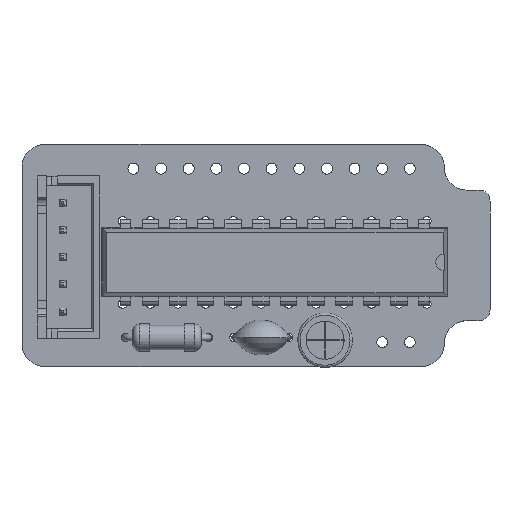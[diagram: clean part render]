
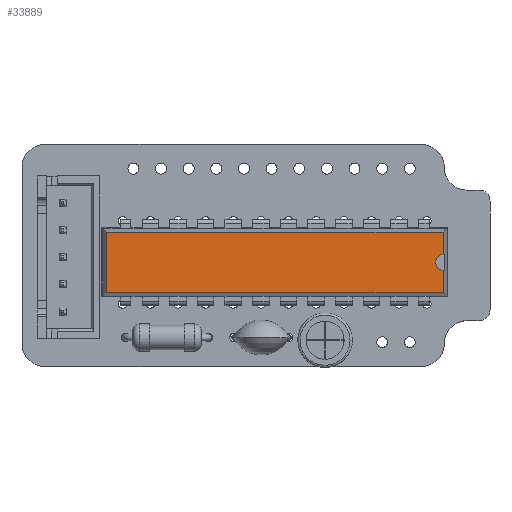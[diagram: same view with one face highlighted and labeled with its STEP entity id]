
A CAD part, top view. The second image highlights one B-rep face of the part: STEP entity #33889.
In plain terms, the highlighted planar face has unit normal (0, 0, 1).
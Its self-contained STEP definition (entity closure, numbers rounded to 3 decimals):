
#11361 = B_SPLINE_SURFACE_WITH_KNOTS('',1,1,(
    (#11362,#11363)
    ,(#11364,#11365
    )),.UNSPECIFIED.,.F.,.F.,.F.,(2,2),(2,2),(0.,31.6),(0.,1.),
  .PIECEWISE_BEZIER_KNOTS.);
#11362 = CARTESIAN_POINT('',(6.91,-29.77,2.157));
#11363 = CARTESIAN_POINT('',(6.586,-29.446,3.68));
#11364 = CARTESIAN_POINT('',(6.91,1.83,2.157));
#11365 = CARTESIAN_POINT('',(6.586,1.506,3.68));
#16427 = B_SPLINE_SURFACE_WITH_KNOTS('',1,1,(
    (#16428,#16429)
    ,(#16430,#16431
    )),.UNSPECIFIED.,.F.,.F.,.F.,(2,2),(2,2),(0.,6.2),(0.,1.),
  .PIECEWISE_BEZIER_KNOTS.);
#16428 = CARTESIAN_POINT('',(6.91,1.83,2.157));
#16429 = CARTESIAN_POINT('',(6.586,1.506,3.68));
#16430 = CARTESIAN_POINT('',(0.71,1.83,2.157));
#16431 = CARTESIAN_POINT('',(1.034,1.506,3.68));
#16485 = B_SPLINE_SURFACE_WITH_KNOTS('',1,1,(
    (#16486,#16487)
    ,(#16488,#16489
    )),.UNSPECIFIED.,.F.,.F.,.F.,(2,2),(2,2),(0.,31.6),(0.,1.),
  .PIECEWISE_BEZIER_KNOTS.);
#16486 = CARTESIAN_POINT('',(0.71,1.83,2.157));
#16487 = CARTESIAN_POINT('',(1.034,1.506,3.68));
#16488 = CARTESIAN_POINT('',(0.71,-29.77,2.157));
#16489 = CARTESIAN_POINT('',(1.034,-29.446,3.68));
#21538 = B_SPLINE_SURFACE_WITH_KNOTS('',1,1,(
    (#21539,#21540)
    ,(#21541,#21542
    )),.UNSPECIFIED.,.F.,.F.,.F.,(2,2),(2,2),(0.,6.2),(0.,1.),
  .PIECEWISE_BEZIER_KNOTS.);
#21539 = CARTESIAN_POINT('',(0.71,-29.77,2.157));
#21540 = CARTESIAN_POINT('',(1.034,-29.446,3.68));
#21541 = CARTESIAN_POINT('',(6.91,-29.77,2.157));
#21542 = CARTESIAN_POINT('',(6.586,-29.446,3.68));
#21820 = VERTEX_POINT('',#21821);
#21821 = CARTESIAN_POINT('',(6.586,1.506,3.68));
#21841 = EDGE_CURVE('',#21842,#21820,#21844,.T.);
#21842 = VERTEX_POINT('',#21843);
#21843 = CARTESIAN_POINT('',(6.586,-29.446,3.68));
#21844 = SURFACE_CURVE('',#21845,(#21849,#21855),.PCURVE_S1.);
#21845 = LINE('',#21846,#21847);
#21846 = CARTESIAN_POINT('',(6.586,-29.446,3.68));
#21847 = VECTOR('',#21848,1.);
#21848 = DIRECTION('',(0.,1.,0.));
#21849 = PCURVE('',#11361,#21850);
#21850 = DEFINITIONAL_REPRESENTATION('',(#21851),#21854);
#21851 = B_SPLINE_CURVE_WITH_KNOTS('',1,(#21852,#21853),.UNSPECIFIED.,
  .F.,.F.,(2,2),(0.,30.953),.PIECEWISE_BEZIER_KNOTS.);
#21852 = CARTESIAN_POINT('',(0.,1.));
#21853 = CARTESIAN_POINT('',(31.6,1.));
#21854 = ( GEOMETRIC_REPRESENTATION_CONTEXT(2) 
PARAMETRIC_REPRESENTATION_CONTEXT() REPRESENTATION_CONTEXT('2D SPACE',''
  ) );
#21855 = PCURVE('',#21856,#21861);
#21856 = PLANE('',#21857);
#21857 = AXIS2_PLACEMENT_3D('',#21858,#21859,#21860);
#21858 = CARTESIAN_POINT('',(6.586,-29.446,3.68));
#21859 = DIRECTION('',(-0.,0.,-1.));
#21860 = DIRECTION('',(-0.177,0.984,0.));
#21861 = DEFINITIONAL_REPRESENTATION('',(#21862),#21866);
#21862 = LINE('',#21863,#21864);
#21863 = CARTESIAN_POINT('',(0.,0.));
#21864 = VECTOR('',#21865,1.);
#21865 = DIRECTION('',(0.984,0.177));
#21866 = ( GEOMETRIC_REPRESENTATION_CONTEXT(2) 
PARAMETRIC_REPRESENTATION_CONTEXT() REPRESENTATION_CONTEXT('2D SPACE',''
  ) );
#27336 = VERTEX_POINT('',#27337);
#27337 = CARTESIAN_POINT('',(1.034,1.506,3.68));
#27357 = EDGE_CURVE('',#27358,#27336,#27360,.T.);
#27358 = VERTEX_POINT('',#27359);
#27359 = CARTESIAN_POINT('',(3.064,1.506,3.68));
#27360 = SURFACE_CURVE('',#27361,(#27365,#27371),.PCURVE_S1.);
#27361 = LINE('',#27362,#27363);
#27362 = CARTESIAN_POINT('',(6.586,1.506,3.68));
#27363 = VECTOR('',#27364,1.);
#27364 = DIRECTION('',(-1.,0.,0.));
#27365 = PCURVE('',#16427,#27366);
#27366 = DEFINITIONAL_REPRESENTATION('',(#27367),#27370);
#27367 = B_SPLINE_CURVE_WITH_KNOTS('',1,(#27368,#27369),.UNSPECIFIED.,
  .F.,.F.,(2,2),(3.523,5.553),
  .PIECEWISE_BEZIER_KNOTS.);
#27368 = CARTESIAN_POINT('',(3.933,1.));
#27369 = CARTESIAN_POINT('',(6.2,1.));
#27370 = ( GEOMETRIC_REPRESENTATION_CONTEXT(2) 
PARAMETRIC_REPRESENTATION_CONTEXT() REPRESENTATION_CONTEXT('2D SPACE',''
  ) );
#27371 = PCURVE('',#21856,#27372);
#27372 = DEFINITIONAL_REPRESENTATION('',(#27373),#27377);
#27373 = LINE('',#27374,#27375);
#27374 = CARTESIAN_POINT('',(30.466,5.465));
#27375 = VECTOR('',#27376,1.);
#27376 = DIRECTION('',(0.177,-0.984));
#27377 = ( GEOMETRIC_REPRESENTATION_CONTEXT(2) 
PARAMETRIC_REPRESENTATION_CONTEXT() REPRESENTATION_CONTEXT('2D SPACE',''
  ) );
#27559 = CYLINDRICAL_SURFACE('',#27560,0.75);
#27560 = AXIS2_PLACEMENT_3D('',#27561,#27562,#27563);
#27561 = CARTESIAN_POINT('',(3.81,1.581,3.68));
#27562 = DIRECTION('',(-0.,0.,-1.));
#27563 = DIRECTION('',(0.,-1.,-0.));
#27861 = VERTEX_POINT('',#27862);
#27862 = CARTESIAN_POINT('',(4.556,1.506,3.68));
#28113 = EDGE_CURVE('',#21820,#27861,#28114,.T.);
#28114 = SURFACE_CURVE('',#28115,(#28119,#28125),.PCURVE_S1.);
#28115 = LINE('',#28116,#28117);
#28116 = CARTESIAN_POINT('',(6.586,1.506,3.68));
#28117 = VECTOR('',#28118,1.);
#28118 = DIRECTION('',(-1.,0.,0.));
#28119 = PCURVE('',#16427,#28120);
#28120 = DEFINITIONAL_REPRESENTATION('',(#28121),#28124);
#28121 = B_SPLINE_CURVE_WITH_KNOTS('',1,(#28122,#28123),.UNSPECIFIED.,
  .F.,.F.,(2,2),(0.,2.03),.PIECEWISE_BEZIER_KNOTS.);
#28122 = CARTESIAN_POINT('',(0.,1.));
#28123 = CARTESIAN_POINT('',(2.267,1.));
#28124 = ( GEOMETRIC_REPRESENTATION_CONTEXT(2) 
PARAMETRIC_REPRESENTATION_CONTEXT() REPRESENTATION_CONTEXT('2D SPACE',''
  ) );
#28125 = PCURVE('',#21856,#28126);
#28126 = DEFINITIONAL_REPRESENTATION('',(#28127),#28131);
#28127 = LINE('',#28128,#28129);
#28128 = CARTESIAN_POINT('',(30.466,5.465));
#28129 = VECTOR('',#28130,1.);
#28130 = DIRECTION('',(0.177,-0.984));
#28131 = ( GEOMETRIC_REPRESENTATION_CONTEXT(2) 
PARAMETRIC_REPRESENTATION_CONTEXT() REPRESENTATION_CONTEXT('2D SPACE',''
  ) );
#28402 = VERTEX_POINT('',#28403);
#28403 = CARTESIAN_POINT('',(1.034,-29.446,3.68));
#28423 = EDGE_CURVE('',#27336,#28402,#28424,.T.);
#28424 = SURFACE_CURVE('',#28425,(#28429,#28435),.PCURVE_S1.);
#28425 = LINE('',#28426,#28427);
#28426 = CARTESIAN_POINT('',(1.034,1.506,3.68));
#28427 = VECTOR('',#28428,1.);
#28428 = DIRECTION('',(0.,-1.,0.));
#28429 = PCURVE('',#16485,#28430);
#28430 = DEFINITIONAL_REPRESENTATION('',(#28431),#28434);
#28431 = B_SPLINE_CURVE_WITH_KNOTS('',1,(#28432,#28433),.UNSPECIFIED.,
  .F.,.F.,(2,2),(0.,30.953),.PIECEWISE_BEZIER_KNOTS.);
#28432 = CARTESIAN_POINT('',(0.,1.));
#28433 = CARTESIAN_POINT('',(31.6,1.));
#28434 = ( GEOMETRIC_REPRESENTATION_CONTEXT(2) 
PARAMETRIC_REPRESENTATION_CONTEXT() REPRESENTATION_CONTEXT('2D SPACE',''
  ) );
#28435 = PCURVE('',#21856,#28436);
#28436 = DEFINITIONAL_REPRESENTATION('',(#28437),#28441);
#28437 = LINE('',#28438,#28439);
#28438 = CARTESIAN_POINT('',(31.447,0.));
#28439 = VECTOR('',#28440,1.);
#28440 = DIRECTION('',(-0.984,-0.177));
#28441 = ( GEOMETRIC_REPRESENTATION_CONTEXT(2) 
PARAMETRIC_REPRESENTATION_CONTEXT() REPRESENTATION_CONTEXT('2D SPACE',''
  ) );
#33869 = EDGE_CURVE('',#28402,#21842,#33870,.T.);
#33870 = SURFACE_CURVE('',#33871,(#33875,#33881),.PCURVE_S1.);
#33871 = LINE('',#33872,#33873);
#33872 = CARTESIAN_POINT('',(1.034,-29.446,3.68));
#33873 = VECTOR('',#33874,1.);
#33874 = DIRECTION('',(1.,0.,0.));
#33875 = PCURVE('',#21538,#33876);
#33876 = DEFINITIONAL_REPRESENTATION('',(#33877),#33880);
#33877 = B_SPLINE_CURVE_WITH_KNOTS('',1,(#33878,#33879),.UNSPECIFIED.,
  .F.,.F.,(2,2),(0.,5.553),.PIECEWISE_BEZIER_KNOTS.);
#33878 = CARTESIAN_POINT('',(0.,1.));
#33879 = CARTESIAN_POINT('',(6.2,1.));
#33880 = ( GEOMETRIC_REPRESENTATION_CONTEXT(2) 
PARAMETRIC_REPRESENTATION_CONTEXT() REPRESENTATION_CONTEXT('2D SPACE',''
  ) );
#33881 = PCURVE('',#21856,#33882);
#33882 = DEFINITIONAL_REPRESENTATION('',(#33883),#33887);
#33883 = LINE('',#33884,#33885);
#33884 = CARTESIAN_POINT('',(0.98,-5.465));
#33885 = VECTOR('',#33886,1.);
#33886 = DIRECTION('',(-0.177,0.984));
#33887 = ( GEOMETRIC_REPRESENTATION_CONTEXT(2) 
PARAMETRIC_REPRESENTATION_CONTEXT() REPRESENTATION_CONTEXT('2D SPACE',''
  ) );
#33889 = ADVANCED_FACE('',(#33890),#21856,.F.);
#33890 = FACE_BOUND('',#33891,.F.);
#33891 = EDGE_LOOP('',(#33892,#33893,#33894,#33895,#33896,#33920,#33942)
  );
#33892 = ORIENTED_EDGE('',*,*,#21841,.F.);
#33893 = ORIENTED_EDGE('',*,*,#33869,.F.);
#33894 = ORIENTED_EDGE('',*,*,#28423,.F.);
#33895 = ORIENTED_EDGE('',*,*,#27357,.F.);
#33896 = ORIENTED_EDGE('',*,*,#33897,.F.);
#33897 = EDGE_CURVE('',#33898,#27358,#33900,.T.);
#33898 = VERTEX_POINT('',#33899);
#33899 = CARTESIAN_POINT('',(3.81,0.831,3.68));
#33900 = SURFACE_CURVE('',#33901,(#33906,#33913),.PCURVE_S1.);
#33901 = CIRCLE('',#33902,0.75);
#33902 = AXIS2_PLACEMENT_3D('',#33903,#33904,#33905);
#33903 = CARTESIAN_POINT('',(3.81,1.581,3.68));
#33904 = DIRECTION('',(0.,-0.,-1.));
#33905 = DIRECTION('',(0.,-1.,0.));
#33906 = PCURVE('',#21856,#33907);
#33907 = DEFINITIONAL_REPRESENTATION('',(#33908),#33912);
#33908 = CIRCLE('',#33909,0.75);
#33909 = AXIS2_PLACEMENT_2D('',#33910,#33911);
#33910 = CARTESIAN_POINT('',(31.03,2.746));
#33911 = DIRECTION('',(-0.984,-0.177));
#33912 = ( GEOMETRIC_REPRESENTATION_CONTEXT(2) 
PARAMETRIC_REPRESENTATION_CONTEXT() REPRESENTATION_CONTEXT('2D SPACE',''
  ) );
#33913 = PCURVE('',#27559,#33914);
#33914 = DEFINITIONAL_REPRESENTATION('',(#33915),#33919);
#33915 = LINE('',#33916,#33917);
#33916 = CARTESIAN_POINT('',(0.,0.));
#33917 = VECTOR('',#33918,1.);
#33918 = DIRECTION('',(1.,0.));
#33919 = ( GEOMETRIC_REPRESENTATION_CONTEXT(2) 
PARAMETRIC_REPRESENTATION_CONTEXT() REPRESENTATION_CONTEXT('2D SPACE',''
  ) );
#33920 = ORIENTED_EDGE('',*,*,#33921,.F.);
#33921 = EDGE_CURVE('',#27861,#33898,#33922,.T.);
#33922 = SURFACE_CURVE('',#33923,(#33928,#33935),.PCURVE_S1.);
#33923 = CIRCLE('',#33924,0.75);
#33924 = AXIS2_PLACEMENT_3D('',#33925,#33926,#33927);
#33925 = CARTESIAN_POINT('',(3.81,1.581,3.68));
#33926 = DIRECTION('',(0.,-0.,-1.));
#33927 = DIRECTION('',(0.,-1.,0.));
#33928 = PCURVE('',#21856,#33929);
#33929 = DEFINITIONAL_REPRESENTATION('',(#33930),#33934);
#33930 = CIRCLE('',#33931,0.75);
#33931 = AXIS2_PLACEMENT_2D('',#33932,#33933);
#33932 = CARTESIAN_POINT('',(31.03,2.746));
#33933 = DIRECTION('',(-0.984,-0.177));
#33934 = ( GEOMETRIC_REPRESENTATION_CONTEXT(2) 
PARAMETRIC_REPRESENTATION_CONTEXT() REPRESENTATION_CONTEXT('2D SPACE',''
  ) );
#33935 = PCURVE('',#27559,#33936);
#33936 = DEFINITIONAL_REPRESENTATION('',(#33937),#33941);
#33937 = LINE('',#33938,#33939);
#33938 = CARTESIAN_POINT('',(-6.283,0.));
#33939 = VECTOR('',#33940,1.);
#33940 = DIRECTION('',(1.,0.));
#33941 = ( GEOMETRIC_REPRESENTATION_CONTEXT(2) 
PARAMETRIC_REPRESENTATION_CONTEXT() REPRESENTATION_CONTEXT('2D SPACE',''
  ) );
#33942 = ORIENTED_EDGE('',*,*,#28113,.F.);
